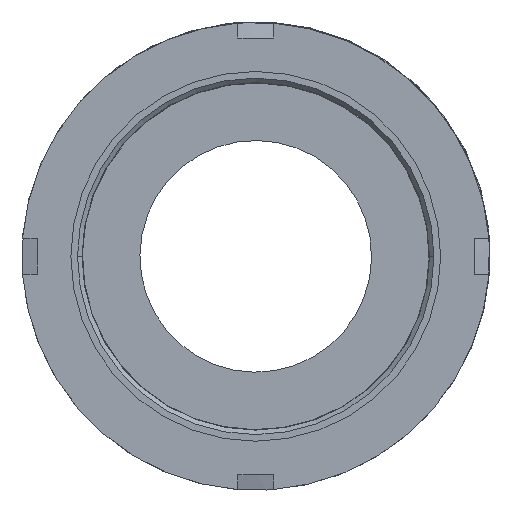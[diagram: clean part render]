
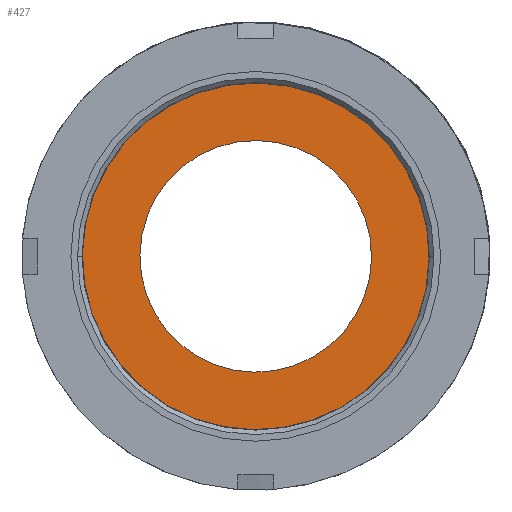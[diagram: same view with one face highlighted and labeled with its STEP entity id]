
A CAD part, front view. The second image highlights one B-rep face of the part: STEP entity #427.
In plain terms, the highlighted planar face has unit normal (0, -1, 0).
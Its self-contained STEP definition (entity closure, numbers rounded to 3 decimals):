
#106 = EDGE_LOOP ( 'NONE', ( #2918, #3345 ) ) ;
#159 = DIRECTION ( 'NONE',  ( -1., 0., 0. ) ) ;
#215 = EDGE_CURVE ( 'NONE', #2827, #2377, #2759, .T. ) ;
#216 = EDGE_CURVE ( 'NONE', #3709, #3197, #1127, .T. ) ;
#382 = CARTESIAN_POINT ( 'NONE',  ( 0., 26.868, 0. ) ) ;
#427 = ADVANCED_FACE ( 'NONE', ( #727, #4002 ), #3503, .F. ) ;
#542 = CARTESIAN_POINT ( 'NONE',  ( 26., 26.868, 0. ) ) ;
#590 = ORIENTED_EDGE ( 'NONE', *, *, #3290, .T. ) ;
#716 = CARTESIAN_POINT ( 'NONE',  ( 0., 26.868, 0. ) ) ;
#727 = FACE_OUTER_BOUND ( 'NONE', #106, .T. ) ;
#732 = CARTESIAN_POINT ( 'NONE',  ( 0., 26.868, 0. ) ) ;
#778 = CIRCLE ( 'NONE', #2907, 38.9 ) ;
#791 = AXIS2_PLACEMENT_3D ( 'NONE', #890, #3824, #3190 ) ;
#890 = CARTESIAN_POINT ( 'NONE',  ( 26., 26.868, 0. ) ) ;
#1127 = CIRCLE ( 'NONE', #1447, 38.9 ) ;
#1154 = ORIENTED_EDGE ( 'NONE', *, *, #215, .T. ) ;
#1420 = CARTESIAN_POINT ( 'NONE',  ( 38.9, 26.868, 0. ) ) ;
#1428 = EDGE_CURVE ( 'NONE', #3197, #3709, #778, .T. ) ;
#1447 = AXIS2_PLACEMENT_3D ( 'NONE', #716, #2711, #3690 ) ;
#1726 = DIRECTION ( 'NONE',  ( -1., 0., 0. ) ) ;
#1810 = CIRCLE ( 'NONE', #3713, 26. ) ;
#2102 = DIRECTION ( 'NONE',  ( 0., 1., 0. ) ) ;
#2195 = CARTESIAN_POINT ( 'NONE',  ( -26., 26.868, 0. ) ) ;
#2197 = EDGE_LOOP ( 'NONE', ( #590, #1154 ) ) ;
#2377 = VERTEX_POINT ( 'NONE', #2195 ) ;
#2711 = DIRECTION ( 'NONE',  ( 0., 1., 0. ) ) ;
#2759 = CIRCLE ( 'NONE', #4165, 26. ) ;
#2827 = VERTEX_POINT ( 'NONE', #542 ) ;
#2907 = AXIS2_PLACEMENT_3D ( 'NONE', #382, #3667, #159 ) ;
#2918 = ORIENTED_EDGE ( 'NONE', *, *, #1428, .F. ) ;
#3001 = DIRECTION ( 'NONE',  ( 0., 1., 0. ) ) ;
#3006 = CARTESIAN_POINT ( 'NONE',  ( -38.9, 26.868, 0. ) ) ;
#3071 = DIRECTION ( 'NONE',  ( -1., 0., 0. ) ) ;
#3190 = DIRECTION ( 'NONE',  ( -1., 0., 0. ) ) ;
#3197 = VERTEX_POINT ( 'NONE', #3006 ) ;
#3290 = EDGE_CURVE ( 'NONE', #2377, #2827, #1810, .T. ) ;
#3345 = ORIENTED_EDGE ( 'NONE', *, *, #216, .F. ) ;
#3503 = PLANE ( 'NONE',  #791 ) ;
#3667 = DIRECTION ( 'NONE',  ( 0., 1., 0. ) ) ;
#3690 = DIRECTION ( 'NONE',  ( -1., 0., 0. ) ) ;
#3709 = VERTEX_POINT ( 'NONE', #1420 ) ;
#3713 = AXIS2_PLACEMENT_3D ( 'NONE', #4093, #2102, #3071 ) ;
#3824 = DIRECTION ( 'NONE',  ( 0., 1., 0. ) ) ;
#4002 = FACE_BOUND ( 'NONE', #2197, .T. ) ;
#4093 = CARTESIAN_POINT ( 'NONE',  ( 0., 26.868, 0. ) ) ;
#4165 = AXIS2_PLACEMENT_3D ( 'NONE', #732, #3001, #1726 ) ;
